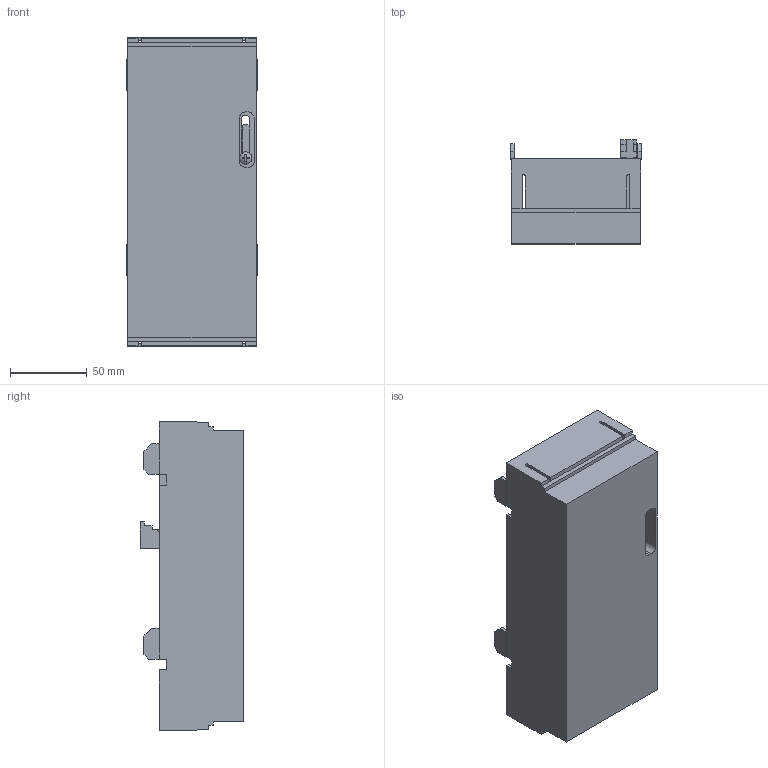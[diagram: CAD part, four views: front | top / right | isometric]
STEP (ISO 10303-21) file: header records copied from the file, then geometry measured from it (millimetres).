
FILE_DESCRIPTION(/* description */ ('STEP AP214'),/* implementation_level */ '2;1');
FILE_NAME(/* name */ '01413',/* time_stamp */ '2024-11-11T16:43:57+01:00',/* author */ ('License CC BY-ND 4.0'),/* organization */ ('CADENAS'),/* preprocessor_version */ 'ST-DEVELOPER v19.3',/* originating_system */ 'PARTsolutions',/* authorisation */ ' ');
FILE_SCHEMA (('AUTOMOTIVE_DESIGN {1 0 10303 214 3 1 1}'));
Length unit declared in the file: millimetre
Products named in the file (4): 01413; 01413000_; clip; 01413_screw
Assembly tree (3 placements, depth 2):
  01413
    01413000_
    clip
    01413_screw
Bounding box: 85 x 67.5 x 200.3 mm (x, y, z)
Volume: 89321 mm3; surface area: 101833.6 mm2
Topology: 3 solids, 3 shells, 180 faces, 512 edges, 331 vertices
Faces by surface type: plane 162, cylinder 15, sphere 1, torus 1, cone 1
Full cylindrical faces by diameter (mm): 3.242 x1, 4 x1, 8 x1
Entity records: 5819 total; most frequent: CARTESIAN_POINT 1019, ORIENTED_EDGE 1010, DIRECTION 917, EDGE_CURVE 505, LINE 461, VECTOR 461, VERTEX_POINT 330, AXIS2_PLACEMENT_3D 228
